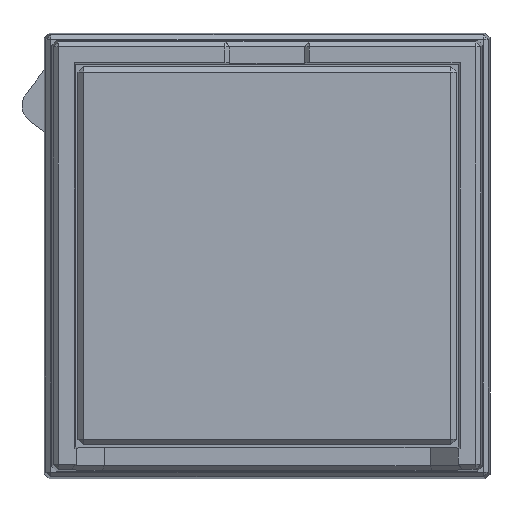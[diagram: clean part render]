
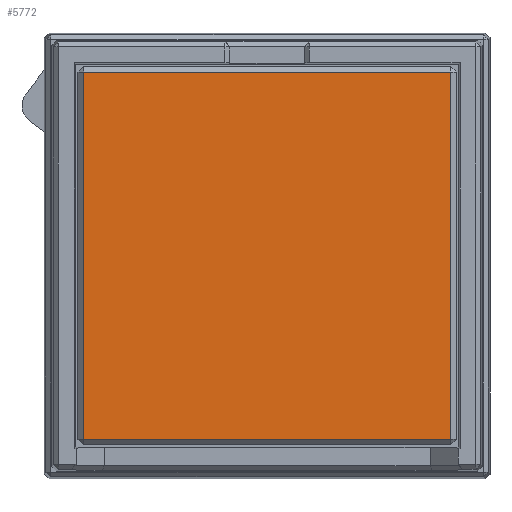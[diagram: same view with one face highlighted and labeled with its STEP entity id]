
A CAD part, top view. The second image highlights one B-rep face of the part: STEP entity #5772.
In plain terms, the highlighted planar face has unit normal (0, 0, 1).
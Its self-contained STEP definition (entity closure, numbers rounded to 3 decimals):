
#283 = AXIS2_PLACEMENT_3D ( 'NONE', #568, #3855, #7172 ) ;
#452 = ORIENTED_EDGE ( 'NONE', *, *, #3721, .F. ) ;
#568 = CARTESIAN_POINT ( 'NONE',  ( -9.8, -9.8, 11.6 ) ) ;
#643 = VECTOR ( 'NONE', #1696, 1000. ) ;
#930 = DIRECTION ( 'NONE',  ( -1., 0., 0. ) ) ;
#998 = CARTESIAN_POINT ( 'NONE',  ( -9.8, 0., 11.6 ) ) ;
#1696 = DIRECTION ( 'NONE',  ( 1., 0., 0. ) ) ;
#1806 = CARTESIAN_POINT ( 'NONE',  ( 9.8, -9.8, 11.6 ) ) ;
#2118 = PLANE ( 'NONE',  #283 ) ;
#2326 = CARTESIAN_POINT ( 'NONE',  ( -9.8, 9.8, 11.6 ) ) ;
#2736 = VERTEX_POINT ( 'NONE', #2326 ) ;
#3254 = DIRECTION ( 'NONE',  ( 0., -1., 0. ) ) ;
#3265 = EDGE_CURVE ( 'NONE', #2736, #4729, #5817, .T. ) ;
#3663 = EDGE_CURVE ( 'NONE', #4729, #6438, #7385, .T. ) ;
#3680 = ORIENTED_EDGE ( 'NONE', *, *, #3663, .F. ) ;
#3721 = EDGE_CURVE ( 'NONE', #6438, #5472, #5043, .T. ) ;
#3855 = DIRECTION ( 'NONE',  ( 0., 0., 1. ) ) ;
#4071 = ORIENTED_EDGE ( 'NONE', *, *, #7740, .F. ) ;
#4296 = DIRECTION ( 'NONE',  ( 0., 1., 0. ) ) ;
#4729 = VERTEX_POINT ( 'NONE', #7152 ) ;
#5043 = LINE ( 'NONE', #8372, #10042 ) ;
#5472 = VERTEX_POINT ( 'NONE', #7944 ) ;
#5772 = ADVANCED_FACE ( 'NONE', ( #9581 ), #2118, .T. ) ;
#5817 = LINE ( 'NONE', #9153, #643 ) ;
#6438 = VERTEX_POINT ( 'NONE', #1806 ) ;
#7152 = CARTESIAN_POINT ( 'NONE',  ( 9.8, 9.8, 11.6 ) ) ;
#7172 = DIRECTION ( 'NONE',  ( 1., 0., 0. ) ) ;
#7385 = LINE ( 'NONE', #10714, #9174 ) ;
#7740 = EDGE_CURVE ( 'NONE', #5472, #2736, #8440, .T. ) ;
#7747 = EDGE_LOOP ( 'NONE', ( #4071, #452, #3680, #10601 ) ) ;
#7944 = CARTESIAN_POINT ( 'NONE',  ( -9.8, -9.8, 11.6 ) ) ;
#8372 = CARTESIAN_POINT ( 'NONE',  ( 0., -9.8, 11.6 ) ) ;
#8440 = LINE ( 'NONE', #998, #8656 ) ;
#8656 = VECTOR ( 'NONE', #4296, 1000. ) ;
#9153 = CARTESIAN_POINT ( 'NONE',  ( 0., 9.8, 11.6 ) ) ;
#9174 = VECTOR ( 'NONE', #3254, 1000. ) ;
#9581 = FACE_OUTER_BOUND ( 'NONE', #7747, .T. ) ;
#10042 = VECTOR ( 'NONE', #930, 1000. ) ;
#10601 = ORIENTED_EDGE ( 'NONE', *, *, #3265, .F. ) ;
#10714 = CARTESIAN_POINT ( 'NONE',  ( 9.8, 0., 11.6 ) ) ;
